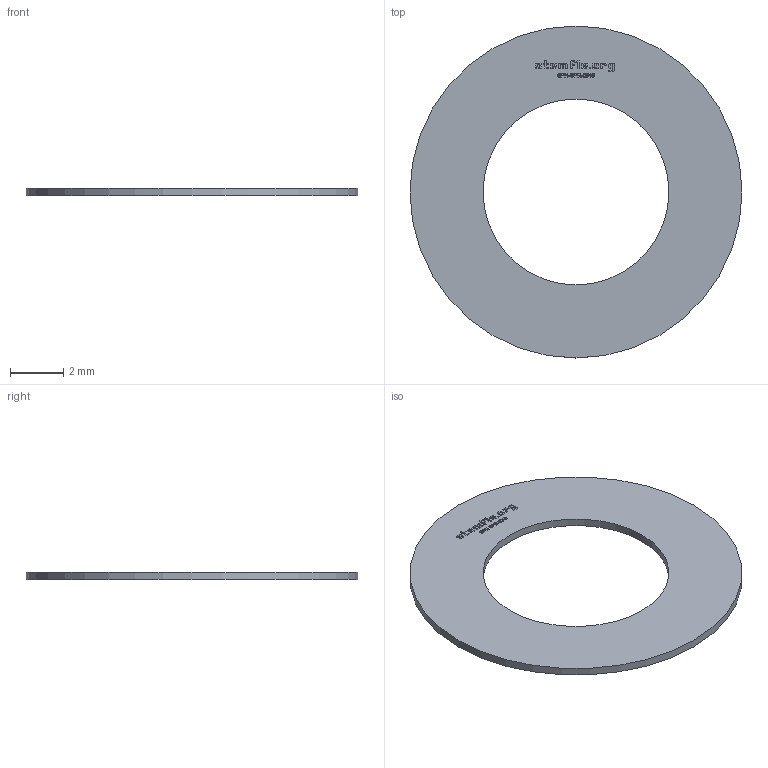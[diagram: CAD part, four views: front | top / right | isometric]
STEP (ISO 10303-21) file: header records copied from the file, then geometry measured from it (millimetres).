
FILE_DESCRIPTION(('FreeCAD Model'),'2;1');
FILE_NAME('Open CASCADE Shape Model','2022-07-12T00:37:04',(''),(''), 'Open CASCADE STEP processor 7.5','FreeCAD','Unknown');
FILE_SCHEMA(('AUTOMOTIVE_DESIGN { 1 0 10303 214 1 1 1 1 }'));
Length unit declared in the file: millimetre
Products named in the file (1): Spacer FRE SHM BU01.00x0.30mm - SPN-SPR-0046 (stemfie.org)
Bounding box: 12.5 x 12.5 x 0.3 mm (x, y, z)
Volume: 25.2 mm3; surface area: 187.9 mm2
Topology: 1 solids, 1 shells, 502 faces, 1407 edges, 938 vertices
Faces by surface type: plane 329, bspline 171, cylinder 2
Full cylindrical faces by diameter (mm): 7 x1, 12.5 x1
Entity records: 36190 total; most frequent: CARTESIAN_POINT 10291, DIRECTION 3861, LINE 3187, VECTOR 3187, ORIENTED_EDGE 2814, PCURVE 2814, DEFINITIONAL_REPRESENTATION 2814, EDGE_CURVE 1407
